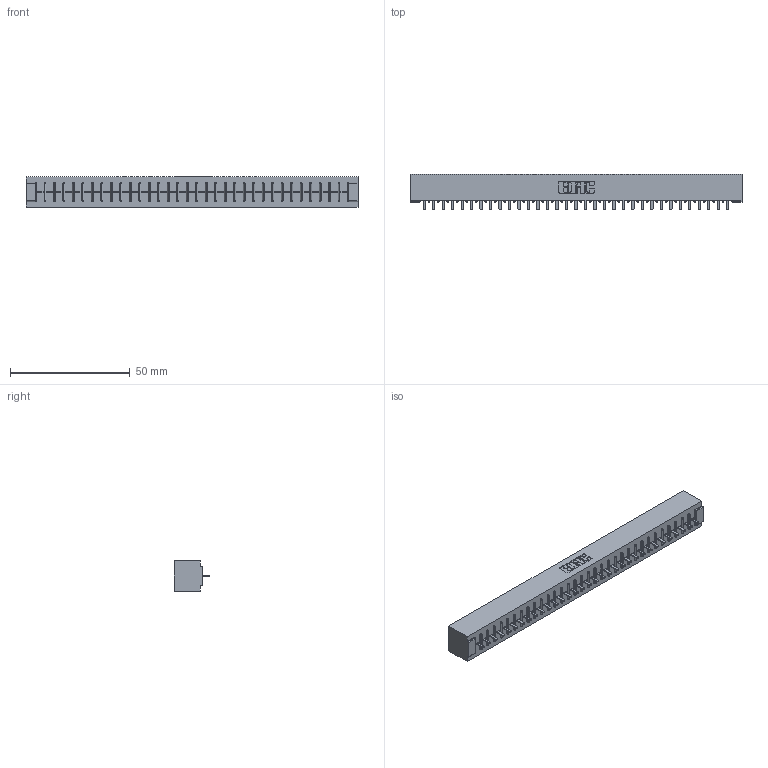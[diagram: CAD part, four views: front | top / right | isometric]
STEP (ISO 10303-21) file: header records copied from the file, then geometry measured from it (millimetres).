
FILE_DESCRIPTION (( 'STEP AP203' ), '1' );
FILE_NAME ('306-033-421-101.STEP', '2020-09-22T02:54:19', ( '' ), ( '' ), 'SwSTEP 2.0', 'SolidWorks 2020', '' );
FILE_SCHEMA (( 'CONFIG_CONTROL_DESIGN' ));
Length unit declared in the file: inch
Products named in the file (3): 306 Part_No Mounting; 306-290-001_121; 306-033-421-101
Assembly tree (34 placements, depth 2):
  306-033-421-101
    306 Part_No Mounting
    306-290-001_121  x33
Bounding box: 138.63 x 14.88 x 12.7 mm (x, y, z)
Volume: 15784.2 mm3; surface area: 16008.1 mm2
Topology: 34 solids, 34 shells, 2418 faces, 6793 edges, 4350 vertices
Faces by surface type: plane 1615, cylinder 671, sphere 132
Entity records: 31618 total; most frequent: CARTESIAN_POINT 5306, ORIENTED_EDGE 5258, DIRECTION 5233, EDGE_CURVE 2629, VECTOR 2055, LINE 2055, VERTEX_POINT 1662, AXIS2_PLACEMENT_3D 1589
